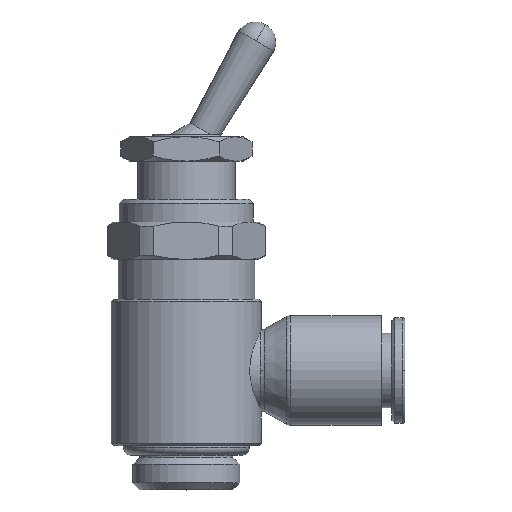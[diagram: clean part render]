
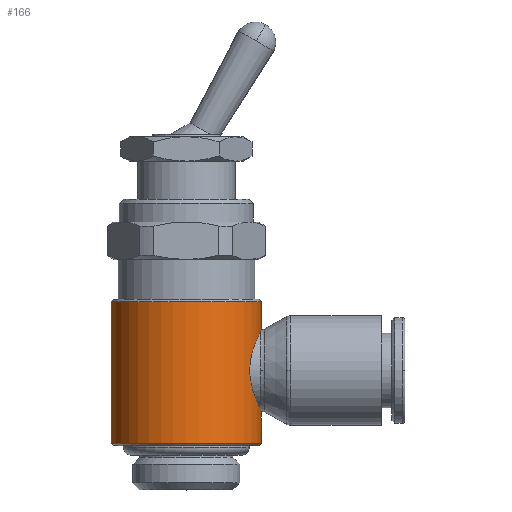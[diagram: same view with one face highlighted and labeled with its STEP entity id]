
A CAD part, top view. The second image highlights one B-rep face of the part: STEP entity #166.
In plain terms, the highlighted cylindrical face has radius 9.25 mm (diameter 18.5 mm), a partial arc.
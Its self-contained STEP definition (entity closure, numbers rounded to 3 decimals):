
#166=ADVANCED_FACE('',(#421),#422,.T.);
#421=FACE_OUTER_BOUND('',#726,.T.);
#422=CYLINDRICAL_SURFACE('',#727,9.25);
#726=EDGE_LOOP('',(#1600,#1601,#1602,#1603,#1604,#1605,#1606,#1607));
#727=AXIS2_PLACEMENT_3D('',#1608,#1609,#1610);
#1600=ORIENTED_EDGE('',*,*,#1970,.T.);
#1601=ORIENTED_EDGE('',*,*,#2017,.T.);
#1602=ORIENTED_EDGE('',*,*,#2120,.T.);
#1603=ORIENTED_EDGE('',*,*,#2118,.T.);
#1604=ORIENTED_EDGE('',*,*,#1973,.T.);
#1605=ORIENTED_EDGE('',*,*,#2183,.F.);
#1606=ORIENTED_EDGE('',*,*,#1972,.T.);
#1607=ORIENTED_EDGE('',*,*,#2181,.T.);
#1608=CARTESIAN_POINT('',(0.0,14.45,0.0));
#1609=DIRECTION('',(-0.0,1.0,0.0));
#1610=DIRECTION('',(1.0,0.0,0.0));
#1970=EDGE_CURVE('',#2343,#2344,#2345,.T.);
#1972=EDGE_CURVE('',#2338,#2346,#2348,.T.);
#1973=EDGE_CURVE('',#2349,#2335,#2350,.T.);
#2017=EDGE_CURVE('',#2344,#2427,#2429,.T.);
#2118=EDGE_CURVE('',#2589,#2349,#2590,.T.);
#2120=EDGE_CURVE('',#2427,#2589,#2592,.T.);
#2181=EDGE_CURVE('',#2346,#2343,#2683,.T.);
#2183=EDGE_CURVE('',#2338,#2335,#2685,.T.);
#2335=VERTEX_POINT('',#2932);
#2338=VERTEX_POINT('',#2936);
#2343=VERTEX_POINT('',#2942);
#2344=VERTEX_POINT('',#2943);
#2345=LINE('',#2944,#2945);
#2346=VERTEX_POINT('',#2946);
#2348=LINE('',#2948,#2949);
#2349=VERTEX_POINT('',#2950);
#2350=LINE('',#2951,#2952);
#2427=VERTEX_POINT('',#3143);
#2429=B_SPLINE_CURVE_WITH_KNOTS('',3,(#3145,#3146,#3147,#3148,#3149,#3150,#3151,#3152,#3153,#3154,#3155,#3156,#3157,#3158),.UNSPECIFIED.,.F.,.F.,(4,2,2,2,2,2,4),(0.0,1.109,1.607,1.98,2.391,3.103,3.766),.UNSPECIFIED.);
#2589=VERTEX_POINT('',#3518);
#2590=B_SPLINE_CURVE_WITH_KNOTS('',3,(#3519,#3520,#3521,#3522,#3523,#3524,#3525,#3526,#3527,#3528,#3529,#3530,#3531,#3532),.UNSPECIFIED.,.F.,.F.,(4,2,2,2,2,2,4),(0.0,1.109,1.607,1.98,2.391,3.103,3.766),.UNSPECIFIED.);
#2592=B_SPLINE_CURVE_WITH_KNOTS('',3,(#3534,#3535,#3536,#3537,#3538,#3539,#3540,#3541,#3542,#3543,#3544,#3545,#3546,#3547,#3548,#3549,#3550,#3551,#3552,#3553,#3554,#3555,#3556,#3557,#3558,#3559,#3560,#3561,#3562,#3563),.UNSPECIFIED.,.F.,.F.,(4,2,2,2,2,2,2,2,2,2,2,2,2,2,4),(8.62,9.576,10.533,11.489,12.449,13.408,14.368,15.328,16.288,17.248,18.208,19.167,20.124,21.08,22.036),.UNSPECIFIED.);
#2683=CIRCLE('',#3884,9.25);
#2685=CIRCLE('',#3886,9.25);
#2932=CARTESIAN_POINT('',(9.25,23.15,0.0));
#2936=CARTESIAN_POINT('',(-9.25,23.15,0.));
#2942=CARTESIAN_POINT('',(9.25,5.75,0.0));
#2943=CARTESIAN_POINT('',(9.25,9.717,0.));
#2944=CARTESIAN_POINT('',(9.25,14.45,0.));
#2945=VECTOR('',#4378,1.0);
#2946=CARTESIAN_POINT('',(-9.25,5.75,0.));
#2948=CARTESIAN_POINT('',(-9.25,14.45,0.));
#2949=VECTOR('',#4382,1.0);
#2950=CARTESIAN_POINT('',(9.25,19.683,0.));
#2951=CARTESIAN_POINT('',(9.25,14.45,0.));
#2952=VECTOR('',#4383,1.0);
#3143=CARTESIAN_POINT('',(9.069,10.079,1.82));
#3145=CARTESIAN_POINT('',(9.069,10.079,-1.82));
#3146=CARTESIAN_POINT('',(9.137,9.946,-1.482));
#3147=CARTESIAN_POINT('',(9.188,9.843,-1.132));
#3148=CARTESIAN_POINT('',(9.232,9.754,-0.606));
#3149=CARTESIAN_POINT('',(9.241,9.735,-0.441));
#3150=CARTESIAN_POINT('',(9.25,9.718,-0.152));
#3151=CARTESIAN_POINT('',(9.251,9.715,-0.028));
#3152=CARTESIAN_POINT('',(9.248,9.721,0.233));
#3153=CARTESIAN_POINT('',(9.244,9.73,0.369));
#3154=CARTESIAN_POINT('',(9.223,9.771,0.741));
#3155=CARTESIAN_POINT('',(9.202,9.815,0.972));
#3156=CARTESIAN_POINT('',(9.144,9.931,1.412));
#3157=CARTESIAN_POINT('',(9.11,9.999,1.618));
#3158=CARTESIAN_POINT('',(9.069,10.079,1.82));
#3518=CARTESIAN_POINT('',(9.069,19.321,1.82));
#3519=CARTESIAN_POINT('',(9.069,19.321,1.82));
#3520=CARTESIAN_POINT('',(9.137,19.454,1.482));
#3521=CARTESIAN_POINT('',(9.188,19.557,1.132));
#3522=CARTESIAN_POINT('',(9.232,19.646,0.606));
#3523=CARTESIAN_POINT('',(9.241,19.665,0.441));
#3524=CARTESIAN_POINT('',(9.25,19.682,0.152));
#3525=CARTESIAN_POINT('',(9.251,19.685,0.028));
#3526=CARTESIAN_POINT('',(9.248,19.679,-0.233));
#3527=CARTESIAN_POINT('',(9.244,19.67,-0.369));
#3528=CARTESIAN_POINT('',(9.223,19.629,-0.741));
#3529=CARTESIAN_POINT('',(9.202,19.585,-0.972));
#3530=CARTESIAN_POINT('',(9.144,19.469,-1.412));
#3531=CARTESIAN_POINT('',(9.11,19.401,-1.618));
#3532=CARTESIAN_POINT('',(9.069,19.321,-1.82));
#3534=CARTESIAN_POINT('',(9.199,9.829,0.97));
#3535=CARTESIAN_POINT('',(9.165,9.894,1.294));
#3536=CARTESIAN_POINT('',(9.113,9.991,1.614));
#3537=CARTESIAN_POINT('',(8.984,10.247,2.224));
#3538=CARTESIAN_POINT('',(8.906,10.405,2.515));
#3539=CARTESIAN_POINT('',(8.737,10.767,3.05));
#3540=CARTESIAN_POINT('',(8.646,10.972,3.295));
#3541=CARTESIAN_POINT('',(8.468,11.405,3.729));
#3542=CARTESIAN_POINT('',(8.374,11.651,3.934));
#3543=CARTESIAN_POINT('',(8.195,12.186,4.296));
#3544=CARTESIAN_POINT('',(8.109,12.476,4.453));
#3545=CARTESIAN_POINT('',(7.963,13.085,4.708));
#3546=CARTESIAN_POINT('',(7.904,13.405,4.806));
#3547=CARTESIAN_POINT('',(7.824,14.052,4.935));
#3548=CARTESIAN_POINT('',(7.804,14.38,4.967));
#3549=CARTESIAN_POINT('',(7.804,15.02,4.967));
#3550=CARTESIAN_POINT('',(7.824,15.348,4.935));
#3551=CARTESIAN_POINT('',(7.904,15.995,4.806));
#3552=CARTESIAN_POINT('',(7.963,16.315,4.708));
#3553=CARTESIAN_POINT('',(8.109,16.924,4.453));
#3554=CARTESIAN_POINT('',(8.195,17.214,4.296));
#3555=CARTESIAN_POINT('',(8.374,17.749,3.934));
#3556=CARTESIAN_POINT('',(8.468,17.995,3.729));
#3557=CARTESIAN_POINT('',(8.646,18.428,3.295));
#3558=CARTESIAN_POINT('',(8.737,18.633,3.05));
#3559=CARTESIAN_POINT('',(8.906,18.995,2.515));
#3560=CARTESIAN_POINT('',(8.984,19.153,2.224));
#3561=CARTESIAN_POINT('',(9.113,19.409,1.614));
#3562=CARTESIAN_POINT('',(9.165,19.506,1.294));
#3563=CARTESIAN_POINT('',(9.199,19.571,0.97));
#3884=AXIS2_PLACEMENT_3D('',#4793,#4794,#4795);
#3886=AXIS2_PLACEMENT_3D('',#4799,#4800,#4801);
#4378=DIRECTION('',(0.0,1.0,0.0));
#4382=DIRECTION('',(-0.0,-1.0,-0.0));
#4383=DIRECTION('',(0.0,1.0,0.0));
#4793=CARTESIAN_POINT('',(0.0,5.75,0.0));
#4794=DIRECTION('',(-0.0,1.0,0.0));
#4795=DIRECTION('',(1.0,0.0,0.0));
#4799=CARTESIAN_POINT('',(0.0,23.15,0.0));
#4800=DIRECTION('',(-0.0,1.0,0.0));
#4801=DIRECTION('',(1.0,0.0,0.0));
